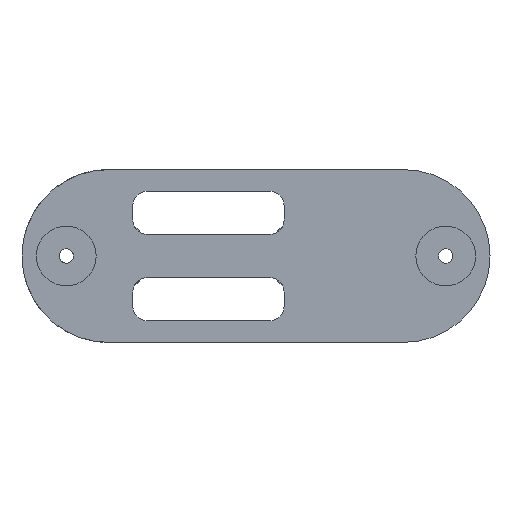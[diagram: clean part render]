
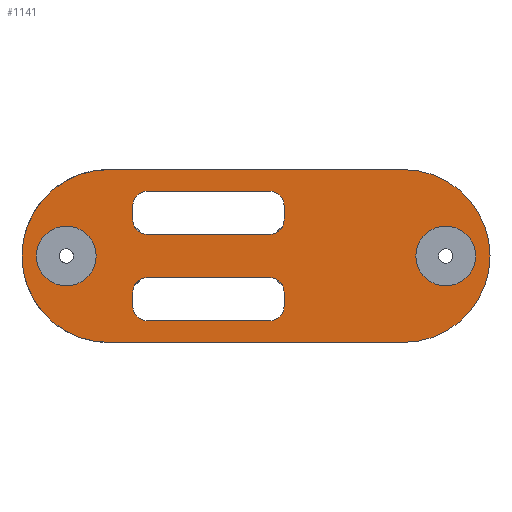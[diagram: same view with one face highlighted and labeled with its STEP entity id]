
A CAD part, left-side view. The second image highlights one B-rep face of the part: STEP entity #1141.
In plain terms, the highlighted planar face has unit normal (-1, 0, 0).
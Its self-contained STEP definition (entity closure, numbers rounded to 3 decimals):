
#36=FACE_BOUND('',#193,.T.);
#37=FACE_BOUND('',#194,.T.);
#38=FACE_BOUND('',#195,.T.);
#39=FACE_BOUND('',#196,.T.);
#61=PLANE('',#1300);
#122=FACE_OUTER_BOUND('',#192,.T.);
#192=EDGE_LOOP('',(#1032,#1033,#1034,#1035));
#193=EDGE_LOOP('',(#1036,#1037,#1038,#1039,#1040,#1041,#1042,#1043));
#194=EDGE_LOOP('',(#1044,#1045,#1046,#1047,#1048,#1049,#1050,#1051));
#195=EDGE_LOOP('',(#1052));
#196=EDGE_LOOP('',(#1053));
#213=LINE('',#1734,#293);
#220=LINE('',#1749,#300);
#224=LINE('',#1765,#304);
#227=LINE('',#1776,#307);
#230=LINE('',#1785,#310);
#236=LINE('',#1799,#316);
#242=LINE('',#1818,#322);
#245=LINE('',#1835,#325);
#256=LINE('',#1900,#336);
#266=LINE('',#1924,#346);
#293=VECTOR('',#1340,10.);
#300=VECTOR('',#1349,10.);
#304=VECTOR('',#1365,10.);
#307=VECTOR('',#1376,10.);
#310=VECTOR('',#1387,10.);
#316=VECTOR('',#1395,10.);
#322=VECTOR('',#1413,10.);
#325=VECTOR('',#1436,10.);
#336=VECTOR('',#1481,10.);
#346=VECTOR('',#1499,10.);
#372=CIRCLE('',#1174,2.);
#377=CIRCLE('',#1181,2.);
#379=CIRCLE('',#1185,2.);
#381=CIRCLE('',#1189,2.);
#386=CIRCLE('',#1196,2.);
#388=CIRCLE('',#1200,2.);
#390=CIRCLE('',#1203,2.);
#392=CIRCLE('',#1206,2.);
#427=CIRCLE('',#1267,12.);
#428=CIRCLE('',#1269,12.);
#440=CIRCLE('',#1293,4.15);
#442=CIRCLE('',#1297,4.15);
#458=VERTEX_POINT('',#1723);
#459=VERTEX_POINT('',#1725);
#461=VERTEX_POINT('',#1731);
#462=VERTEX_POINT('',#1733);
#469=VERTEX_POINT('',#1747);
#473=VERTEX_POINT('',#1757);
#475=VERTEX_POINT('',#1763);
#478=VERTEX_POINT('',#1770);
#479=VERTEX_POINT('',#1772);
#481=VERTEX_POINT('',#1781);
#487=VERTEX_POINT('',#1796);
#488=VERTEX_POINT('',#1798);
#493=VERTEX_POINT('',#1810);
#495=VERTEX_POINT('',#1816);
#497=VERTEX_POINT('',#1822);
#499=VERTEX_POINT('',#1831);
#515=VERTEX_POINT('',#1897);
#516=VERTEX_POINT('',#1899);
#525=VERTEX_POINT('',#1921);
#526=VERTEX_POINT('',#1923);
#549=VERTEX_POINT('',#2092);
#551=VERTEX_POINT('',#2099);
#570=EDGE_CURVE('',#458,#459,#372,.T.);
#574=EDGE_CURVE('',#462,#461,#213,.T.);
#582=EDGE_CURVE('',#458,#469,#220,.T.);
#587=EDGE_CURVE('',#473,#469,#377,.T.);
#590=EDGE_CURVE('',#473,#475,#224,.T.);
#593=EDGE_CURVE('',#478,#479,#379,.T.);
#595=EDGE_CURVE('',#478,#459,#227,.T.);
#599=EDGE_CURVE('',#481,#475,#381,.T.);
#600=EDGE_CURVE('',#481,#479,#230,.T.);
#607=EDGE_CURVE('',#488,#487,#236,.T.);
#614=EDGE_CURVE('',#493,#487,#386,.T.);
#617=EDGE_CURVE('',#493,#495,#242,.T.);
#619=EDGE_CURVE('',#488,#497,#388,.T.);
#622=EDGE_CURVE('',#462,#495,#390,.T.);
#625=EDGE_CURVE('',#499,#461,#392,.T.);
#626=EDGE_CURVE('',#499,#497,#245,.T.);
#650=EDGE_CURVE('',#515,#516,#256,.T.);
#662=EDGE_CURVE('',#525,#526,#266,.T.);
#699=EDGE_CURVE('',#526,#515,#427,.T.);
#700=EDGE_CURVE('',#516,#525,#428,.T.);
#714=EDGE_CURVE('',#549,#549,#440,.T.);
#717=EDGE_CURVE('',#551,#551,#442,.T.);
#1032=ORIENTED_EDGE('',*,*,#700,.F.);
#1033=ORIENTED_EDGE('',*,*,#650,.F.);
#1034=ORIENTED_EDGE('',*,*,#699,.F.);
#1035=ORIENTED_EDGE('',*,*,#662,.F.);
#1036=ORIENTED_EDGE('',*,*,#600,.T.);
#1037=ORIENTED_EDGE('',*,*,#593,.F.);
#1038=ORIENTED_EDGE('',*,*,#595,.T.);
#1039=ORIENTED_EDGE('',*,*,#570,.F.);
#1040=ORIENTED_EDGE('',*,*,#582,.T.);
#1041=ORIENTED_EDGE('',*,*,#587,.F.);
#1042=ORIENTED_EDGE('',*,*,#590,.T.);
#1043=ORIENTED_EDGE('',*,*,#599,.F.);
#1044=ORIENTED_EDGE('',*,*,#617,.T.);
#1045=ORIENTED_EDGE('',*,*,#622,.F.);
#1046=ORIENTED_EDGE('',*,*,#574,.T.);
#1047=ORIENTED_EDGE('',*,*,#625,.F.);
#1048=ORIENTED_EDGE('',*,*,#626,.T.);
#1049=ORIENTED_EDGE('',*,*,#619,.F.);
#1050=ORIENTED_EDGE('',*,*,#607,.T.);
#1051=ORIENTED_EDGE('',*,*,#614,.F.);
#1052=ORIENTED_EDGE('',*,*,#714,.T.);
#1053=ORIENTED_EDGE('',*,*,#717,.T.);
#1141=ADVANCED_FACE('',(#122,#36,#37,#38,#39),#61,.T.);
#1174=AXIS2_PLACEMENT_3D('',#1726,#1333,#1334);
#1181=AXIS2_PLACEMENT_3D('',#1759,#1359,#1360);
#1185=AXIS2_PLACEMENT_3D('',#1773,#1371,#1372);
#1189=AXIS2_PLACEMENT_3D('',#1783,#1383,#1384);
#1196=AXIS2_PLACEMENT_3D('',#1812,#1407,#1408);
#1200=AXIS2_PLACEMENT_3D('',#1823,#1418,#1419);
#1203=AXIS2_PLACEMENT_3D('',#1827,#1425,#1426);
#1206=AXIS2_PLACEMENT_3D('',#1833,#1432,#1433);
#1267=AXIS2_PLACEMENT_3D('',#2055,#1589,#1590);
#1269=AXIS2_PLACEMENT_3D('',#2057,#1593,#1594);
#1293=AXIS2_PLACEMENT_3D('',#2093,#1643,#1644);
#1297=AXIS2_PLACEMENT_3D('',#2100,#1652,#1653);
#1300=AXIS2_PLACEMENT_3D('',#2105,#1659,#1660);
#1333=DIRECTION('center_axis',(-1.,0.,0.));
#1334=DIRECTION('ref_axis',(0.,-0.707,0.707));
#1340=DIRECTION('',(0.,0.,-1.));
#1349=DIRECTION('',(0.,0.,-1.));
#1359=DIRECTION('center_axis',(-1.,0.,0.));
#1360=DIRECTION('ref_axis',(0.,-0.707,-0.707));
#1365=DIRECTION('',(0.,1.,0.));
#1371=DIRECTION('center_axis',(-1.,0.,0.));
#1372=DIRECTION('ref_axis',(0.,0.707,0.707));
#1376=DIRECTION('',(0.,-1.,0.));
#1383=DIRECTION('center_axis',(-1.,0.,0.));
#1384=DIRECTION('ref_axis',(0.,0.707,-0.707));
#1387=DIRECTION('',(0.,0.,1.));
#1395=DIRECTION('',(0.,0.,1.));
#1407=DIRECTION('center_axis',(-1.,0.,0.));
#1408=DIRECTION('ref_axis',(0.,0.707,0.707));
#1413=DIRECTION('',(0.,-1.,0.));
#1418=DIRECTION('center_axis',(-1.,0.,0.));
#1419=DIRECTION('ref_axis',(0.,0.707,-0.707));
#1425=DIRECTION('center_axis',(-1.,0.,0.));
#1426=DIRECTION('ref_axis',(0.,-0.707,0.707));
#1432=DIRECTION('center_axis',(-1.,0.,0.));
#1433=DIRECTION('ref_axis',(0.,-0.707,-0.707));
#1436=DIRECTION('',(0.,1.,0.));
#1481=DIRECTION('',(0.,-1.,0.));
#1499=DIRECTION('',(0.,1.,0.));
#1589=DIRECTION('center_axis',(1.,0.,0.));
#1590=DIRECTION('ref_axis',(0.,0.707,0.707));
#1593=DIRECTION('center_axis',(1.,0.,0.));
#1594=DIRECTION('ref_axis',(0.,-0.707,-0.707));
#1643=DIRECTION('center_axis',(1.,0.,0.));
#1644=DIRECTION('ref_axis',(0.,0.,-1.));
#1652=DIRECTION('center_axis',(1.,0.,0.));
#1653=DIRECTION('ref_axis',(0.,0.,-1.));
#1659=DIRECTION('center_axis',(-1.,0.,0.));
#1660=DIRECTION('ref_axis',(0.,-1.,0.));
#1723=CARTESIAN_POINT('',(-10.,8.6,-5.));
#1725=CARTESIAN_POINT('',(-10.,10.6,-3.));
#1726=CARTESIAN_POINT('Origin',(-10.,10.6,-5.));
#1731=CARTESIAN_POINT('',(-10.,8.6,5.));
#1733=CARTESIAN_POINT('',(-10.,8.6,7.));
#1734=CARTESIAN_POINT('',(-10.,8.6,1.5));
#1747=CARTESIAN_POINT('',(-10.,8.6,-7.));
#1749=CARTESIAN_POINT('',(-10.,8.6,-4.5));
#1757=CARTESIAN_POINT('',(-10.,10.6,-9.));
#1759=CARTESIAN_POINT('Origin',(-10.,10.6,-7.));
#1763=CARTESIAN_POINT('',(-10.,27.6,-9.));
#1765=CARTESIAN_POINT('',(-10.,37.3,-9.));
#1770=CARTESIAN_POINT('',(-10.,27.6,-3.));
#1772=CARTESIAN_POINT('',(-10.,29.6,-5.));
#1773=CARTESIAN_POINT('Origin',(-10.,27.6,-5.));
#1776=CARTESIAN_POINT('',(-10.,26.8,-3.));
#1781=CARTESIAN_POINT('',(-10.,29.6,-7.));
#1783=CARTESIAN_POINT('Origin',(-10.,27.6,-7.));
#1785=CARTESIAN_POINT('',(-10.,29.6,-1.5));
#1796=CARTESIAN_POINT('',(-10.,29.6,7.));
#1798=CARTESIAN_POINT('',(-10.,29.6,5.));
#1799=CARTESIAN_POINT('',(-10.,29.6,4.5));
#1810=CARTESIAN_POINT('',(-10.,27.6,9.));
#1812=CARTESIAN_POINT('Origin',(-10.,27.6,7.));
#1816=CARTESIAN_POINT('',(-10.,10.6,9.));
#1818=CARTESIAN_POINT('',(-10.,26.8,9.));
#1822=CARTESIAN_POINT('',(-10.,27.6,3.));
#1823=CARTESIAN_POINT('Origin',(-10.,27.6,5.));
#1827=CARTESIAN_POINT('Origin',(-10.,10.6,7.));
#1831=CARTESIAN_POINT('',(-10.,10.6,3.));
#1833=CARTESIAN_POINT('Origin',(-10.,10.6,5.));
#1835=CARTESIAN_POINT('',(-10.,37.3,3.));
#1897=CARTESIAN_POINT('',(-10.,33.,12.));
#1899=CARTESIAN_POINT('',(-10.,-8.,12.));
#1900=CARTESIAN_POINT('',(-10.,45.,12.));
#1921=CARTESIAN_POINT('',(-10.,-8.,-12.));
#1923=CARTESIAN_POINT('',(-10.,33.,-12.));
#1924=CARTESIAN_POINT('',(-10.,45.,-12.));
#2055=CARTESIAN_POINT('Origin',(-10.,33.,0.));
#2057=CARTESIAN_POINT('Origin',(-10.,-8.,0.));
#2092=CARTESIAN_POINT('',(-10.,38.85,4.15));
#2093=CARTESIAN_POINT('Origin',(-10.,38.85,0.));
#2099=CARTESIAN_POINT('',(-10.,-13.85,4.15));
#2100=CARTESIAN_POINT('Origin',(-10.,-13.85,0.));
#2105=CARTESIAN_POINT('Origin',(-10.,45.,0.));
